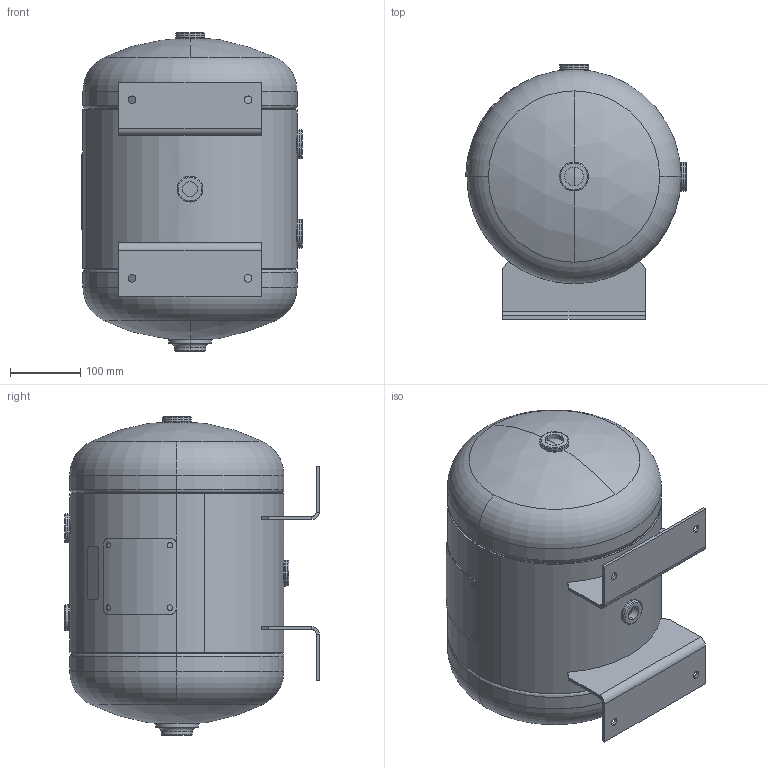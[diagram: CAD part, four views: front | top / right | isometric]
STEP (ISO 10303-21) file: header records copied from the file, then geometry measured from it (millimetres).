
FILE_DESCRIPTION (( 'STEP AP214' ), '1' );
FILE_NAME ('304934.STEP', '2024-03-20T01:49:35', ( '' ), ( '' ), 'SwSTEP 2.0', 'SolidWorks 2022', '' );
FILE_SCHEMA (( 'AUTOMOTIVE_DESIGN' ));
Length unit declared in the file: inch
Products named in the file (9): S36195; 304934-SL; PHOENIX FLAT FLANGE_0750; NP-HOR_12; PHOENIX FLAT FLANGE_0500P393; PHOENIX FLAT FLANGE_1000; A84497; HEAD_12X094JOG-DEEP; 304934
Assembly tree (14 placements, depth 2):
  304934
    304934-SL
    HEAD_12X094JOG-DEEP  x2
    PHOENIX FLAT FLANGE_0750  x4
    PHOENIX FLAT FLANGE_1000
    PHOENIX FLAT FLANGE_0500P393  x2
    A84497  x2
    S36195
    NP-HOR_12
Bounding box: 313.46 x 362.31 x 452.87 mm (x, y, z)
Volume: 1550874.2 mm3; surface area: 1189682.7 mm2
Topology: 14 solids, 14 shells, 306 faces, 670 edges, 404 vertices
Faces by surface type: torus 108, cylinder 98, plane 70, bspline 22, sphere 8
Entity records: 11190 total; most frequent: CARTESIAN_POINT 6962, DIRECTION 824, ORIENTED_EDGE 760, EDGE_CURVE 380, AXIS2_PLACEMENT_3D 362, VERTEX_POINT 234, CIRCLE 202, EDGE_LOOP 196
